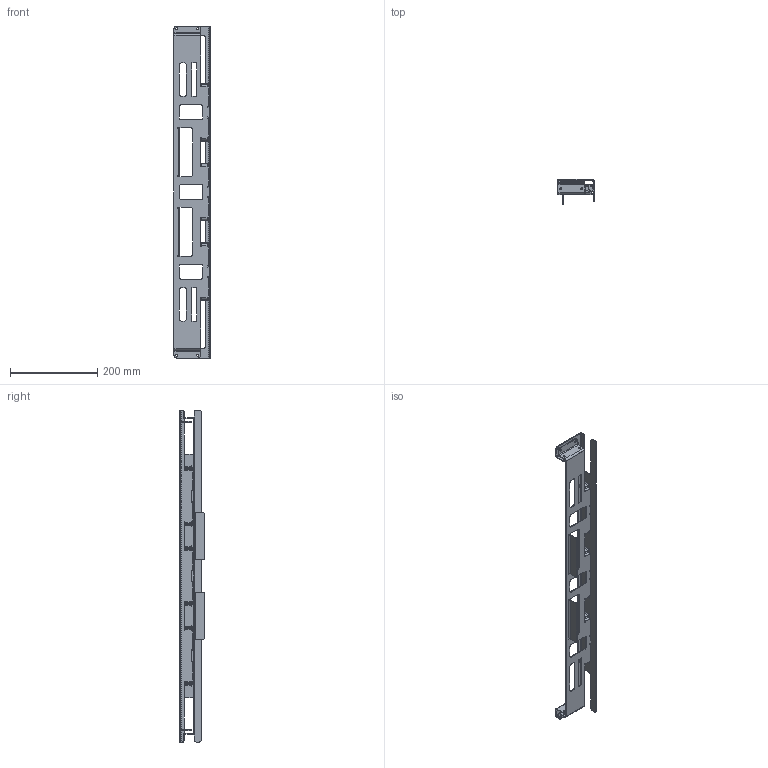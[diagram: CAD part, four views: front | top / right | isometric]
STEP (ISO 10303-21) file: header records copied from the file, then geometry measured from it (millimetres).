
FILE_DESCRIPTION(/* description */ (''),/* implementation_level */ '2;1');
FILE_NAME(/* name */ 'rack blank2 v3 assembly.step',/* time_stamp */ '2025-05-29T18:29:17-04:00',/* author */ (''),/* organization */ (''),/* preprocessor_version */ 'ST-DEVELOPER v20.1',/* originating_system */ 'Autodesk Translation Framework v14.4.0.0',/* authorisation */ '');
FILE_SCHEMA (('AUTOMOTIVE_DESIGN { 1 0 10303 214 3 1 1 }'));
Length unit declared in the file: inch
Products named in the file (1): rack blank2
Bounding box: 82.8 x 57.28 x 762 mm (x, y, z)
Volume: 176918.2 mm3; surface area: 201454.4 mm2
Topology: 2 solids, 2 shells, 677 faces, 1845 edges, 1162 vertices
Faces by surface type: plane 398, cylinder 175, bspline 104
Full cylindrical faces by diameter (mm): 2.032 x36, 3.818 x1, 4.826 x16
Entity records: 25414 total; most frequent: CARTESIAN_POINT 8982, ORIENTED_EDGE 3690, DIRECTION 2905, EDGE_CURVE 1845, VERTEX_POINT 1162, LINE 1099, VECTOR 1099, AXIS2_PLACEMENT_3D 903
